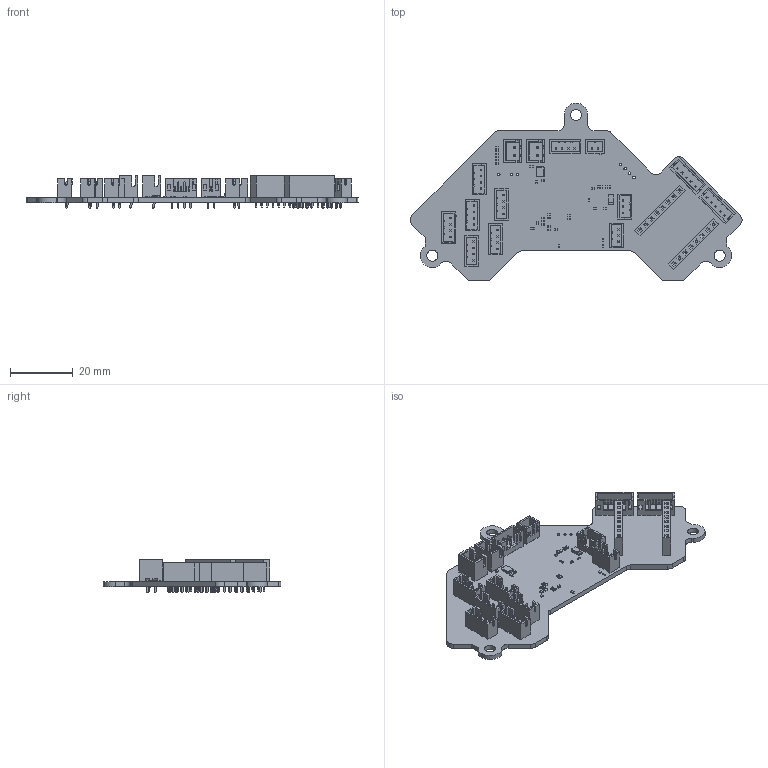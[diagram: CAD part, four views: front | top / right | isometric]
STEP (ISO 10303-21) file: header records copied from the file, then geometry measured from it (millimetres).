
FILE_DESCRIPTION(/* description */ (''),/* implementation_level */ '2;1');
FILE_NAME(/* name */ 'RP2040_minimal.step',/* time_stamp */ '2025-07-15T15:01:23+09:00',/* author */ (''),/* organization */ (''),/* preprocessor_version */ 'ST-DEVELOPER v20.1',/* originating_system */ 'Autodesk Translation Framework v14.10.0.0',/* authorisation */ '');
FILE_SCHEMA (('AUTOMOTIVE_DESIGN { 1 0 10303 214 3 1 1 }'));
Length unit declared in the file: millimetre
Products named in the file (24): RP2040_minimal更新2; JST_PH_B2B-PH-K_1x02_P2.00mm_Vertical; JST_B2B_PH_K; PinSocket_1x08_P2.54mm_Vertical; PinSocket_1x08_P254mm_Vertical; CP_EIA-3216-10_Kemet-I; CP_EIA_3216_10_Kemet_I; JST_PH_B3B-PH-K_1x03_P2.00mm_Vertical; JST_B3B_PH_K; Crystal_SMD_3225-4Pin_3.2x2.5mm (1); Crystal_SMD_3225-4Pin_3.2x2.5mm; LED_0402_1005Metric (1); LED_0402_1005Metric; JST_PH_B4B-PH-K_1x04_P2.00mm_Vertical; JST_B4B_PH_K; JST_PH_B5B-PH-K_1x05_P2.00mm_Vertical; JST_B5B_PH_K; R_0402_1005Metric (1); R_0402_1005Metric; C_0402_1005Metric (1); C_0402_1005Metric; JST_XH_B2B-XH-A_1x02_P2.50mm_Vertical; JST_B2B_XH_A; _autosave-RP2040_minimal_PCB
Assembly tree (62 placements, depth 3):
  RP2040_minimal更新2
    PinSocket_1x08_P2.54mm_Vertical  x2
      PinSocket_1x08_P254mm_Vertical
    C_0402_1005Metric (1)  x25
      C_0402_1005Metric
    JST_XH_B2B-XH-A_1x02_P2.50mm_Vertical  x2
      JST_B2B_XH_A
    JST_PH_B4B-PH-K_1x04_P2.00mm_Vertical  x7
      JST_B4B_PH_K
    R_0402_1005Metric (1)  x5
      R_0402_1005Metric
    JST_PH_B2B-PH-K_1x02_P2.00mm_Vertical
      JST_B2B_PH_K
    CP_EIA-3216-10_Kemet-I
      CP_EIA_3216_10_Kemet_I
    LED_0402_1005Metric (1)  x2
      LED_0402_1005Metric
    JST_PH_B3B-PH-K_1x03_P2.00mm_Vertical  x2
      JST_B3B_PH_K
    JST_PH_B5B-PH-K_1x05_P2.00mm_Vertical  x2
      JST_B5B_PH_K
    Crystal_SMD_3225-4Pin_3.2x2.5mm (1)
      Crystal_SMD_3225-4Pin_3.2x2.5mm
    _autosave-RP2040_minimal_PCB
Bounding box: 105.73 x 56.51 x 10.4 mm (x, y, z)
Volume: 7994.7 mm3; surface area: 14300.4 mm2
Topology: 51 solids, 51 shells, 3542 faces, 9348 edges, 6100 vertices
Faces by surface type: plane 3045, cylinder 497
Full cylindrical faces by diameter (mm): 0.75 x45, 0.762 x7, 1 x19, 3.5 x3
Entity records: 38393 total; most frequent: CARTESIAN_POINT 6457, ORIENTED_EDGE 6288, DIRECTION 5968, EDGE_CURVE 3144, LINE 2846, VECTOR 2846, VERTEX_POINT 2050, AXIS2_PLACEMENT_3D 1561
